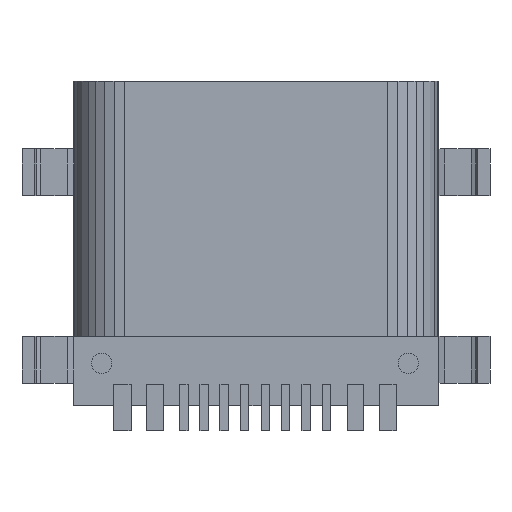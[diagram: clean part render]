
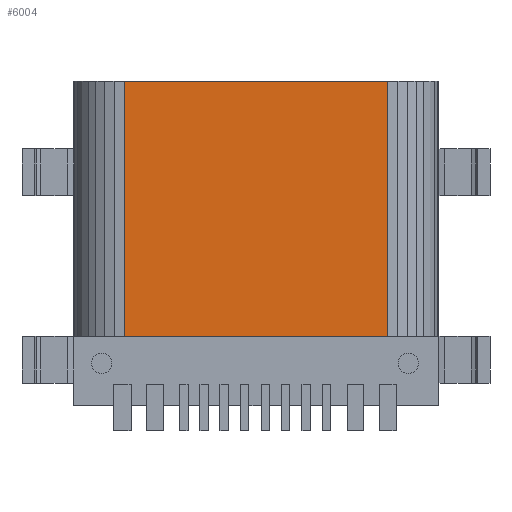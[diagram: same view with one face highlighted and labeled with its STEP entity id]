
A CAD part, front view. The second image highlights one B-rep face of the part: STEP entity #6004.
In plain terms, the highlighted planar face has unit normal (0, -1, 0).
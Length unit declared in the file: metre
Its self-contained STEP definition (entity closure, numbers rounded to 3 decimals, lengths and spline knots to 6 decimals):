
#650=ORIENTED_EDGE('',*,*,#2087,.F.);
#651=ORIENTED_EDGE('',*,*,#2086,.F.);
#652=ORIENTED_EDGE('',*,*,#2074,.F.);
#653=ORIENTED_EDGE('',*,*,#2089,.F.);
#2074=EDGE_CURVE('',#2843,#2844,#3482,.T.);
#2086=EDGE_CURVE('',#2844,#2848,#3494,.T.);
#2087=EDGE_CURVE('',#2848,#2849,#3495,.T.);
#2089=EDGE_CURVE('',#2849,#2843,#3497,.T.);
#2843=VERTEX_POINT('',#8855);
#2844=VERTEX_POINT('',#8857);
#2848=VERTEX_POINT('',#8878);
#2849=VERTEX_POINT('',#8882);
#3482=LINE('',#8856,#4322);
#3494=LINE('',#8879,#4334);
#3495=LINE('',#8881,#4335);
#3497=LINE('',#8885,#4337);
#4322=VECTOR('',#7231,1.);
#4334=VECTOR('',#7255,1.);
#4335=VECTOR('',#7258,1.);
#4337=VECTOR('',#7262,1.);
#5017=EDGE_LOOP('',(#650,#651,#652,#653));
#5349=FACE_BOUND('',#5017,.T.);
#5679=PLANE('',#6567);
#6004=ADVANCED_FACE('',(#5349),#5679,.F.);
#6567=AXIS2_PLACEMENT_3D('',#8886,#7263,#7264);
#7231=DIRECTION('',(-1.,0.,0.));
#7255=DIRECTION('',(0.,0.,1.));
#7258=DIRECTION('',(1.,0.,0.));
#7262=DIRECTION('',(0.,0.,-1.));
#7263=DIRECTION('',(0.,1.,0.));
#7264=DIRECTION('',(0.,0.,1.));
#8855=CARTESIAN_POINT('',(0.003221,-0.001569,0.));
#8856=CARTESIAN_POINT('',(-0.003233,-0.001569,0.));
#8857=CARTESIAN_POINT('',(-0.003233,-0.001569,0.));
#8878=CARTESIAN_POINT('',(-0.003233,-0.001569,0.00626));
#8879=CARTESIAN_POINT('',(-0.003233,-0.001569,0.));
#8881=CARTESIAN_POINT('',(-0.003233,-0.001569,0.00626));
#8882=CARTESIAN_POINT('',(0.003221,-0.001569,0.00626));
#8885=CARTESIAN_POINT('',(0.003221,-0.001569,0.));
#8886=CARTESIAN_POINT('',(-0.003233,-0.001569,0.));
